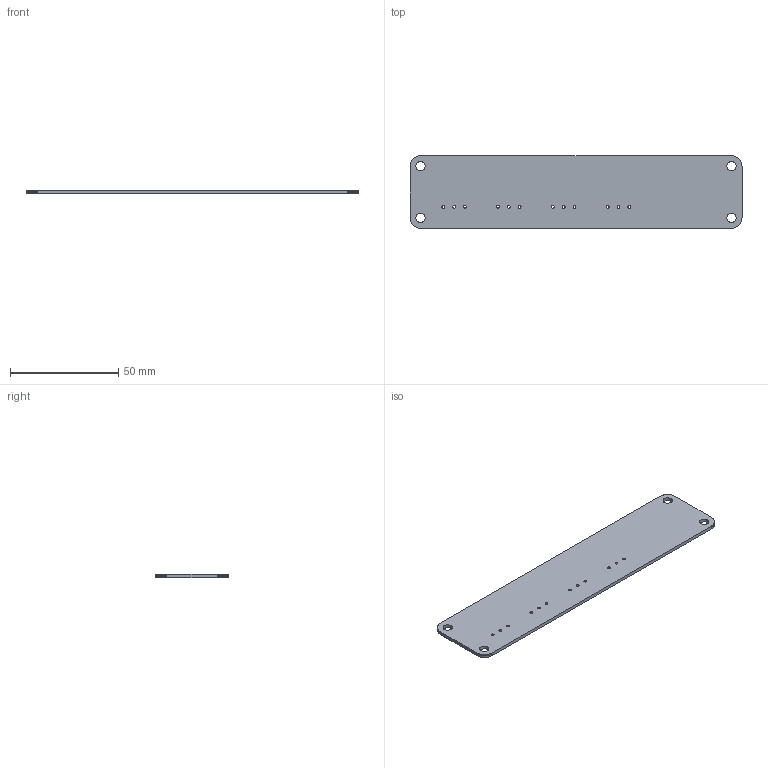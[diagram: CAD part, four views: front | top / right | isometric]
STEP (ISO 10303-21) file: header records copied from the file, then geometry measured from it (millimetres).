
FILE_DESCRIPTION (( 'STEP AP203' ), '1' );
FILE_NAME ('Potentiometer PCB solid.STEP', '2024-01-26T17:08:37', ( '' ), ( '' ), 'SwSTEP 2.0', 'SolidWorks 2023', '' );
FILE_SCHEMA (( 'CONFIG_CONTROL_DESIGN' ));
Length unit declared in the file: inch
Products named in the file (2): Potentiometer PCB solid; Potentiometer PCB PCB.step
Assembly tree (1 placements, depth 2):
  Potentiometer PCB solid
    Potentiometer PCB PCB.step
Bounding box: 153.68 x 33.68 x 1.6 mm (x, y, z)
Volume: 8127.5 mm3; surface area: 10909.8 mm2
Topology: 1 solids, 1 shells, 110 faces, 324 edges, 216 vertices
Faces by surface type: plane 78, cylinder 32
Entity records: 3916 total; most frequent: CARTESIAN_POINT 654, ORIENTED_EDGE 648, DIRECTION 616, EDGE_CURVE 324, VECTOR 260, LINE 260, VERTEX_POINT 216, AXIS2_PLACEMENT_3D 178
